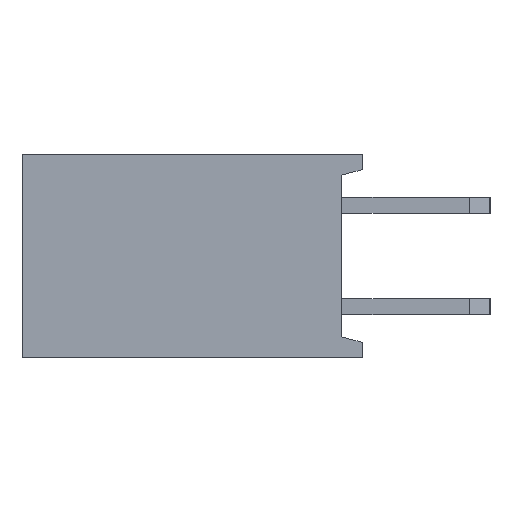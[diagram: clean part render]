
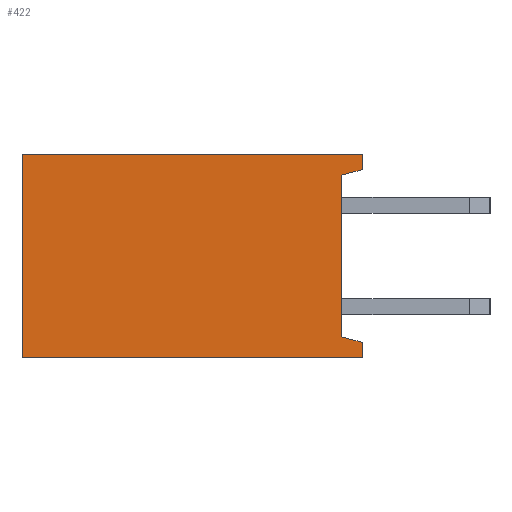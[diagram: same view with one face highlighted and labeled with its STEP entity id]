
A CAD part, left-side view. The second image highlights one B-rep face of the part: STEP entity #422.
In plain terms, the highlighted planar face has unit normal (-1, 0, 0).
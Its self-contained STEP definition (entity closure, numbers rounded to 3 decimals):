
#188 = EDGE_CURVE ( 'NONE', #3556, #2354, #11414, .T. ) ;
#422 = ADVANCED_FACE ( 'NONE', ( #3252 ), #11254, .T. ) ;
#622 = LINE ( 'NONE', #2382, #8331 ) ;
#702 = CARTESIAN_POINT ( 'NONE',  ( -19.304, 0.508, -2.023 ) ) ;
#957 = VECTOR ( 'NONE', #9968, 1000. ) ;
#1378 = VECTOR ( 'NONE', #7538, 1000. ) ;
#1429 = DIRECTION ( 'NONE',  ( 0., 0., 1. ) ) ;
#1444 = VERTEX_POINT ( 'NONE', #4964 ) ;
#1503 = EDGE_CURVE ( 'NONE', #9212, #3612, #9058, .T. ) ;
#2046 = EDGE_CURVE ( 'NONE', #8952, #7767, #2665, .T. ) ;
#2354 = VERTEX_POINT ( 'NONE', #6493 ) ;
#2357 = VECTOR ( 'NONE', #1429, 1000. ) ;
#2382 = CARTESIAN_POINT ( 'NONE',  ( -19.304, 0., -2.54 ) ) ;
#2434 = CARTESIAN_POINT ( 'NONE',  ( -19.304, 8.509, -2.54 ) ) ;
#2549 = VERTEX_POINT ( 'NONE', #12868 ) ;
#2665 = LINE ( 'NONE', #5597, #9015 ) ;
#2683 = ORIENTED_EDGE ( 'NONE', *, *, #188, .T. ) ;
#3252 = FACE_OUTER_BOUND ( 'NONE', #11407, .T. ) ;
#3556 = VERTEX_POINT ( 'NONE', #7466 ) ;
#3612 = VERTEX_POINT ( 'NONE', #702 ) ;
#3699 = EDGE_CURVE ( 'NONE', #3612, #8952, #5967, .T. ) ;
#3790 = LINE ( 'NONE', #12598, #7297 ) ;
#3873 = CARTESIAN_POINT ( 'NONE',  ( -19.304, 0.508, -2.023 ) ) ;
#4007 = EDGE_CURVE ( 'NONE', #2354, #9212, #622, .T. ) ;
#4168 = EDGE_CURVE ( 'NONE', #1444, #3556, #3790, .T. ) ;
#4679 = CARTESIAN_POINT ( 'NONE',  ( -19.304, 0., 2.54 ) ) ;
#4896 = CARTESIAN_POINT ( 'NONE',  ( -19.304, 0., 0. ) ) ;
#4964 = CARTESIAN_POINT ( 'NONE',  ( -19.304, 8.509, 2.54 ) ) ;
#5169 = CARTESIAN_POINT ( 'NONE',  ( -19.304, 0., -2.159 ) ) ;
#5597 = CARTESIAN_POINT ( 'NONE',  ( -19.304, 0.508, 2.023 ) ) ;
#5941 = DIRECTION ( 'NONE',  ( -1., 0., 0. ) ) ;
#5967 = LINE ( 'NONE', #3873, #8523 ) ;
#6006 = CARTESIAN_POINT ( 'NONE',  ( -19.304, 0., -2.159 ) ) ;
#6246 = LINE ( 'NONE', #10211, #2357 ) ;
#6411 = DIRECTION ( 'NONE',  ( 0., -1., 0. ) ) ;
#6432 = EDGE_CURVE ( 'NONE', #7767, #2549, #6246, .T. ) ;
#6493 = CARTESIAN_POINT ( 'NONE',  ( -19.304, 0., -2.54 ) ) ;
#7297 = VECTOR ( 'NONE', #7766, 1000. ) ;
#7324 = DIRECTION ( 'NONE',  ( 0., 0., 1. ) ) ;
#7428 = ORIENTED_EDGE ( 'NONE', *, *, #1503, .T. ) ;
#7466 = CARTESIAN_POINT ( 'NONE',  ( -19.304, 8.509, -2.54 ) ) ;
#7538 = DIRECTION ( 'NONE',  ( 0., 1., 0. ) ) ;
#7604 = LINE ( 'NONE', #4679, #1378 ) ;
#7766 = DIRECTION ( 'NONE',  ( 0., 0., -1. ) ) ;
#7767 = VERTEX_POINT ( 'NONE', #8113 ) ;
#8113 = CARTESIAN_POINT ( 'NONE',  ( -19.304, 0., 2.159 ) ) ;
#8331 = VECTOR ( 'NONE', #7324, 1000. ) ;
#8523 = VECTOR ( 'NONE', #8825, 1000. ) ;
#8551 = ORIENTED_EDGE ( 'NONE', *, *, #2046, .T. ) ;
#8825 = DIRECTION ( 'NONE',  ( 0., 0., 1. ) ) ;
#8952 = VERTEX_POINT ( 'NONE', #9661 ) ;
#9015 = VECTOR ( 'NONE', #11328, 1000. ) ;
#9044 = VECTOR ( 'NONE', #6411, 1000. ) ;
#9058 = LINE ( 'NONE', #6006, #957 ) ;
#9212 = VERTEX_POINT ( 'NONE', #5169 ) ;
#9661 = CARTESIAN_POINT ( 'NONE',  ( -19.304, 0.508, 2.023 ) ) ;
#9905 = DIRECTION ( 'NONE',  ( 0., 0., 1. ) ) ;
#9968 = DIRECTION ( 'NONE',  ( 0., 0.966, 0.259 ) ) ;
#10211 = CARTESIAN_POINT ( 'NONE',  ( -19.304, 0., 2.159 ) ) ;
#10740 = ORIENTED_EDGE ( 'NONE', *, *, #3699, .T. ) ;
#10806 = AXIS2_PLACEMENT_3D ( 'NONE', #4896, #5941, #9905 ) ;
#10824 = ORIENTED_EDGE ( 'NONE', *, *, #6432, .T. ) ;
#11189 = ORIENTED_EDGE ( 'NONE', *, *, #4168, .T. ) ;
#11219 = EDGE_CURVE ( 'NONE', #2549, #1444, #7604, .T. ) ;
#11254 = PLANE ( 'NONE',  #10806 ) ;
#11328 = DIRECTION ( 'NONE',  ( 0., -0.966, 0.259 ) ) ;
#11407 = EDGE_LOOP ( 'NONE', ( #12311, #11189, #2683, #11708, #7428, #10740, #8551, #10824 ) ) ;
#11414 = LINE ( 'NONE', #2434, #9044 ) ;
#11708 = ORIENTED_EDGE ( 'NONE', *, *, #4007, .T. ) ;
#12311 = ORIENTED_EDGE ( 'NONE', *, *, #11219, .T. ) ;
#12598 = CARTESIAN_POINT ( 'NONE',  ( -19.304, 8.509, 2.54 ) ) ;
#12868 = CARTESIAN_POINT ( 'NONE',  ( -19.304, 0., 2.54 ) ) ;
